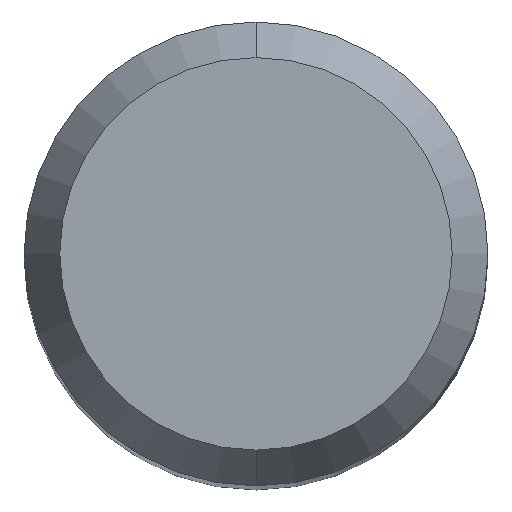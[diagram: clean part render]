
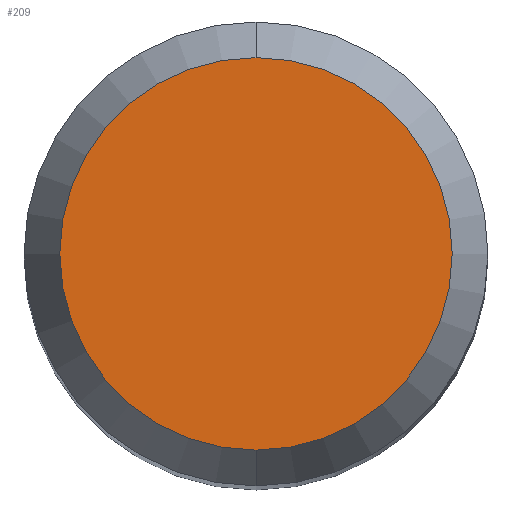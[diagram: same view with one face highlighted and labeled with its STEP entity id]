
A CAD part, top view. The second image highlights one B-rep face of the part: STEP entity #209.
In plain terms, the highlighted planar face has unit normal (0, 0, 1).
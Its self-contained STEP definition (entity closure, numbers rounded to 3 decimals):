
#173=VERTEX_POINT('',#448);
#209=ADVANCED_FACE('',(#486),#487,.T.);
#259=VERTEX_POINT('',#544);
#359=EDGE_CURVE('',#173,#259,#655,.T.);
#403=EDGE_CURVE('',#259,#173,#702,.T.);
#448=CARTESIAN_POINT('',(0.0,2.538,29.974));
#486=FACE_OUTER_BOUND('',#800,.T.);
#487=PLANE('',#801);
#544=CARTESIAN_POINT('',(0.,-2.538,29.974));
#655=CIRCLE('',#1186,2.538);
#702=CIRCLE('',#1312,2.538);
#800=EDGE_LOOP('',(#1381,#1382));
#801=AXIS2_PLACEMENT_3D('',#1383,#1384,#1385);
#1186=AXIS2_PLACEMENT_3D('',#1587,#1588,#1589);
#1312=AXIS2_PLACEMENT_3D('',#1628,#1629,#1630);
#1381=ORIENTED_EDGE('',*,*,#359,.F.);
#1382=ORIENTED_EDGE('',*,*,#403,.F.);
#1383=CARTESIAN_POINT('',(0.0,1.269,29.974));
#1384=DIRECTION('',(-0.0,0.0,1.0));
#1385=DIRECTION('',(0.0,-1.0,0.0));
#1587=CARTESIAN_POINT('',(0.0,0.0,29.974));
#1588=DIRECTION('',(0.0,0.0,-1.0));
#1589=DIRECTION('',(0.0,1.0,0.0));
#1628=CARTESIAN_POINT('',(0.0,0.0,29.974));
#1629=DIRECTION('',(0.0,0.0,-1.0));
#1630=DIRECTION('',(0.0,1.0,0.0));
